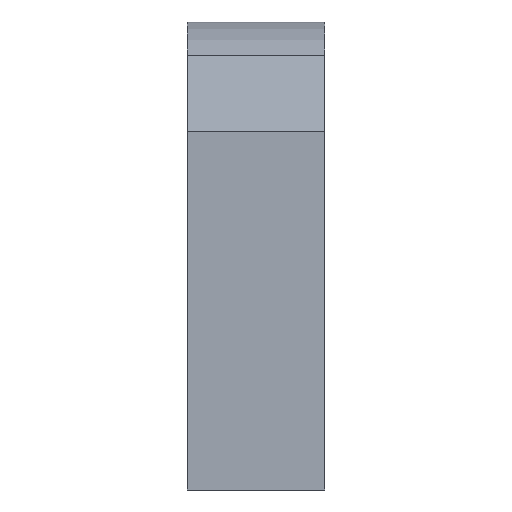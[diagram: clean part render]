
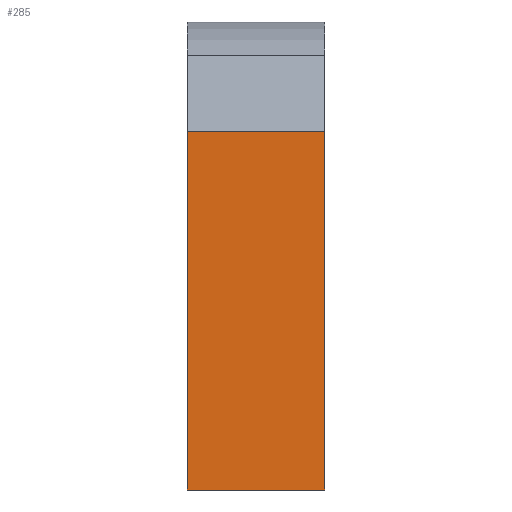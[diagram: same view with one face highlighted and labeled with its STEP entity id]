
A CAD part, top view. The second image highlights one B-rep face of the part: STEP entity #285.
In plain terms, the highlighted planar face has unit normal (0, 0, 1).
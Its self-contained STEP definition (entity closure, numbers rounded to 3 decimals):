
#15=PLANE('',#316);
#48=FACE_OUTER_BOUND('',#64,.T.);
#64=EDGE_LOOP('',(#220,#221,#222,#223));
#80=LINE('',#620,#98);
#81=LINE('',#623,#99);
#82=LINE('',#625,#100);
#83=LINE('',#626,#101);
#98=VECTOR('',#354,10.);
#99=VECTOR('',#357,10.);
#100=VECTOR('',#358,10.);
#101=VECTOR('',#359,10.);
#134=VERTEX_POINT('',#588);
#135=VERTEX_POINT('',#604);
#136=VERTEX_POINT('',#622);
#137=VERTEX_POINT('',#624);
#170=EDGE_CURVE('',#134,#135,#80,.T.);
#171=EDGE_CURVE('',#136,#134,#81,.T.);
#172=EDGE_CURVE('',#137,#135,#82,.T.);
#173=EDGE_CURVE('',#136,#137,#83,.T.);
#220=ORIENTED_EDGE('',*,*,#171,.T.);
#221=ORIENTED_EDGE('',*,*,#170,.T.);
#222=ORIENTED_EDGE('',*,*,#172,.F.);
#223=ORIENTED_EDGE('',*,*,#173,.F.);
#285=ADVANCED_FACE('',(#48),#15,.T.);
#316=AXIS2_PLACEMENT_3D('',#621,#355,#356);
#354=DIRECTION('',(1.,0.,0.));
#355=DIRECTION('center_axis',(0.,0.,1.));
#356=DIRECTION('ref_axis',(0.,-1.,0.));
#357=DIRECTION('',(0.,-1.,0.));
#358=DIRECTION('',(0.,-1.,0.));
#359=DIRECTION('',(1.,0.,0.));
#588=CARTESIAN_POINT('',(-2.5,-12.009,-5.5));
#604=CARTESIAN_POINT('',(2.5,-12.009,-5.5));
#620=CARTESIAN_POINT('',(-2.5,-12.009,-5.5));
#621=CARTESIAN_POINT('Origin',(-2.5,1.,-5.5));
#622=CARTESIAN_POINT('',(-2.5,1.,-5.5));
#623=CARTESIAN_POINT('',(-2.5,1.,-5.5));
#624=CARTESIAN_POINT('',(2.5,1.,-5.5));
#625=CARTESIAN_POINT('',(2.5,1.,-5.5));
#626=CARTESIAN_POINT('',(-2.5,1.,-5.5));
